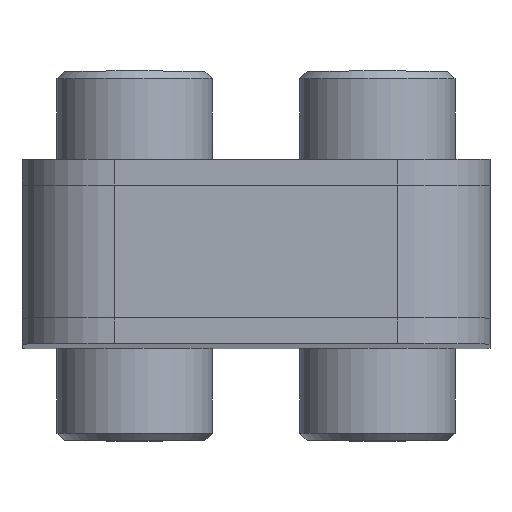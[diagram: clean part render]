
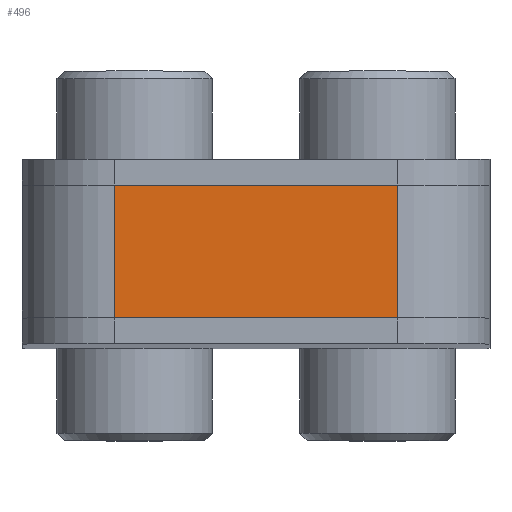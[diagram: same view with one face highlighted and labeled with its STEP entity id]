
A CAD part, top view. The second image highlights one B-rep face of the part: STEP entity #496.
In plain terms, the highlighted planar face has unit normal (0, 0, 1).
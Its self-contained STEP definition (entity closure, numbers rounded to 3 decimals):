
#58=FACE_OUTER_BOUND('',#104,.T.);
#104=EDGE_LOOP('',(#324,#325,#326,#327));
#163=VERTEX_POINT('',#1710);
#164=VERTEX_POINT('',#1712);
#165=VERTEX_POINT('',#1716);
#166=VERTEX_POINT('',#1720);
#227=EDGE_CURVE('',#164,#163,#589,.T.);
#229=EDGE_CURVE('',#164,#165,#590,.T.);
#231=EDGE_CURVE('',#163,#166,#591,.T.);
#232=EDGE_CURVE('',#165,#166,#592,.T.);
#324=ORIENTED_EDGE('',*,*,#227,.T.);
#325=ORIENTED_EDGE('',*,*,#231,.T.);
#326=ORIENTED_EDGE('',*,*,#232,.F.);
#327=ORIENTED_EDGE('',*,*,#229,.F.);
#467=PLANE('',#1040);
#496=ADVANCED_FACE('',(#58),#467,.T.);
#589=LINE('',#1713,#681);
#590=LINE('',#1717,#682);
#591=LINE('',#1721,#683);
#592=LINE('',#1722,#684);
#681=VECTOR('',#1257,10.);
#682=VECTOR('',#1262,10.);
#683=VECTOR('',#1267,10.);
#684=VECTOR('',#1268,10.);
#1040=AXIS2_PLACEMENT_3D('',#1719,#1265,#1266);
#1257=DIRECTION('',(-1.,0.,0.));
#1262=DIRECTION('',(0.,-1.,0.));
#1265=DIRECTION('center_axis',(0.,0.,1.));
#1266=DIRECTION('ref_axis',(-1.,0.,0.));
#1267=DIRECTION('',(0.,-1.,0.));
#1268=DIRECTION('',(-1.,0.,0.));
#1710=CARTESIAN_POINT('',(-24.5,27.5,471.));
#1712=CARTESIAN_POINT('',(24.5,27.5,471.));
#1713=CARTESIAN_POINT('',(24.5,27.5,471.));
#1716=CARTESIAN_POINT('',(24.5,4.5,471.));
#1717=CARTESIAN_POINT('',(24.5,27.5,471.));
#1719=CARTESIAN_POINT('Origin',(24.5,27.5,471.));
#1720=CARTESIAN_POINT('',(-24.5,4.5,471.));
#1721=CARTESIAN_POINT('',(-24.5,27.5,471.));
#1722=CARTESIAN_POINT('',(24.5,4.5,471.));
